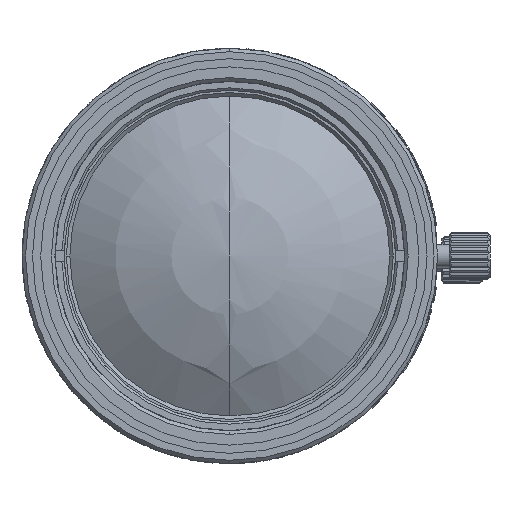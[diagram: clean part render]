
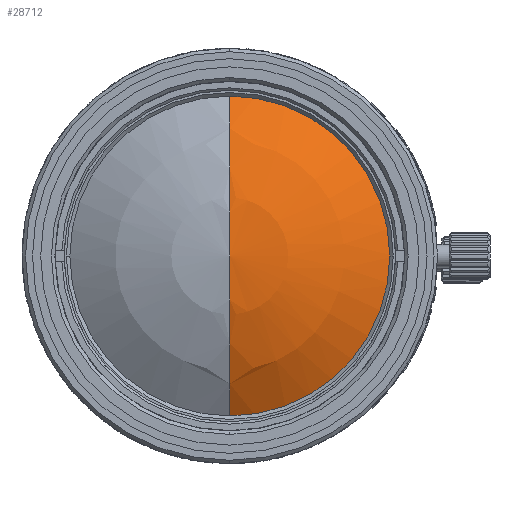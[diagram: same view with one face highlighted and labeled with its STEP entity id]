
A CAD part, front view. The second image highlights one B-rep face of the part: STEP entity #28712.
In plain terms, the highlighted spherical face has radius 24.629 mm.
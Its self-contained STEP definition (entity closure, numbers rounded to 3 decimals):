
#28575=CARTESIAN_POINT('',(0.,-7.1,-21.267));
#28576=DIRECTION('',(-1.,0.,0.));
#28577=DIRECTION('',(0.,0.,1.));
#28578=AXIS2_PLACEMENT_3D('',#28575,#28576,#28577);
#28583=CARTESIAN_POINT('',(0.,-7.1,-1.143));
#28584=DIRECTION('',(0.,0.,-1.));
#28585=DIRECTION('',(0.,1.,0.));
#28586=AXIS2_PLACEMENT_3D('',#28583,#28584,#28585);
#28591=CARTESIAN_POINT('',(0.,-7.1,-21.267));
#28592=DIRECTION('',(1.,0.,0.));
#28593=DIRECTION('',(0.,0.,1.));
#28594=AXIS2_PLACEMENT_3D('',#28591,#28592,#28593);
#28683=CARTESIAN_POINT('',(0.,-7.1,3.363));
#28684=CARTESIAN_POINT('',(0.,7.1,-1.143));
#28685=VERTEX_POINT('',#28683);
#28686=VERTEX_POINT('',#28684);
#28687=CARTESIAN_POINT('',(0.,-21.3,-1.143));
#28688=VERTEX_POINT('',#28687);
#28699=CARTESIAN_POINT('',(0.,-7.1,-21.267));
#28700=DIRECTION('',(0.,0.,-1.));
#28701=DIRECTION('',(0.,-1.,0.));
#28702=AXIS2_PLACEMENT_3D('',#28699,#28700,#28701);
#28703=SPHERICAL_SURFACE('',#28702,24.629);
#28705=ORIENTED_EDGE('',*,*,#28704,.T.);
#28707=ORIENTED_EDGE('',*,*,#28706,.T.);
#28709=ORIENTED_EDGE('',*,*,#28708,.F.);
#28710=EDGE_LOOP('',(#28705,#28707,#28709));
#28711=FACE_OUTER_BOUND('',#28710,.F.);
#28579=CIRCLE('',#28578,24.629);
#28587=CIRCLE('',#28586,14.2);
#28595=CIRCLE('',#28594,24.629);
#28704=EDGE_CURVE('',#28685,#28686,#28579,.T.);
#28706=EDGE_CURVE('',#28686,#28688,#28587,.T.);
#28708=EDGE_CURVE('',#28685,#28688,#28595,.T.);
#28712=ADVANCED_FACE('',(#28711),#28703,.T.);
